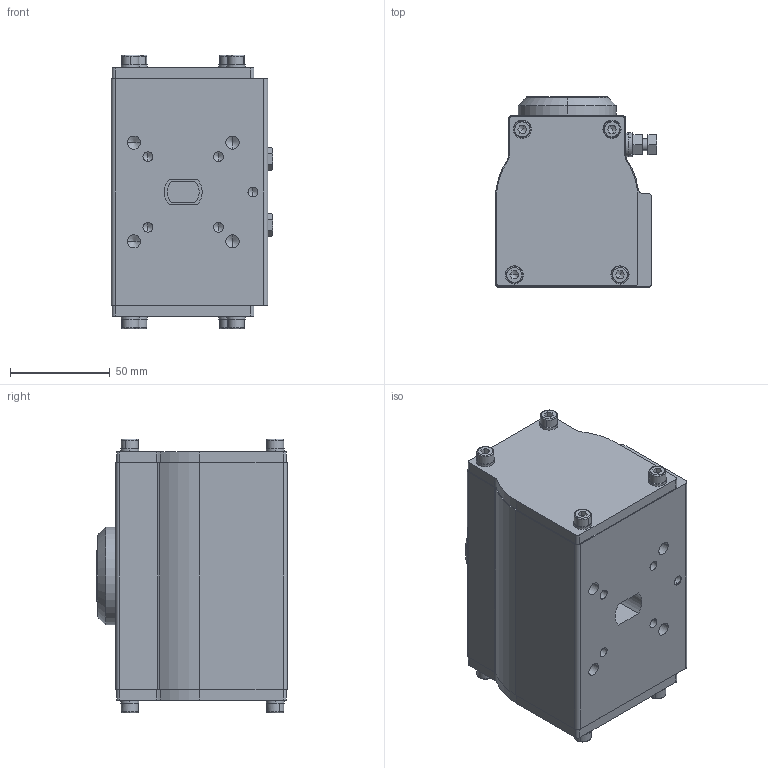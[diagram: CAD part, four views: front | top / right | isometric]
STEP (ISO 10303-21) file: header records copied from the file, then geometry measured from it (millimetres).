
FILE_DESCRIPTION (( 'STEP AP214' ), '1' );
FILE_NAME ('F89E-003-DA.STP', '2016-11-16T09:22:47', ( '' ), ( '' ), 'SwSTEP 2.0', 'SolidWorks 2014', '' );
FILE_SCHEMA (( 'AUTOMOTIVE_DESIGN' ));
Length unit declared in the file: millimetre
Products named in the file (1): F89E-003-DA
Bounding box: 80.88 x 95.5 x 137.34 mm (x, y, z)
Volume: 754118.1 mm3; surface area: 69785.3 mm2
Topology: 2 solids, 2 shells, 514 faces, 1354 edges, 834 vertices
Faces by surface type: plane 184, cylinder 181, cone 110, bspline 39
Entity records: 22764 total; most frequent: CARTESIAN_POINT 4740, DIRECTION 2622, ORIENTED_EDGE 2600, EDGE_CURVE 1300, AXIS2_PLACEMENT_3D 1048, VERTEX_POINT 834, EDGE_LOOP 580, CIRCLE 572
